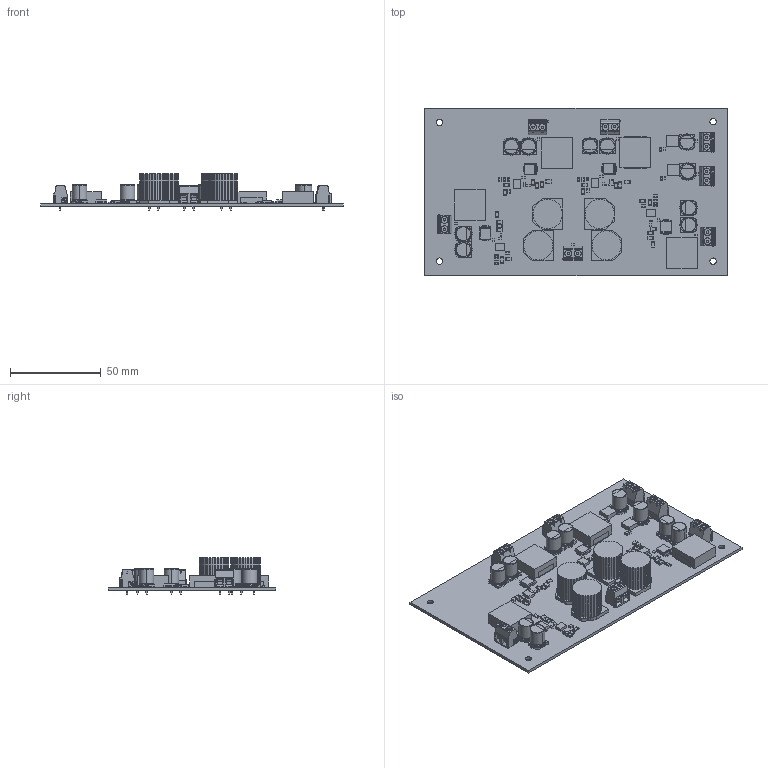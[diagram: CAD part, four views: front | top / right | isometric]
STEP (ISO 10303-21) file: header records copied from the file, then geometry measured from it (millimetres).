
FILE_DESCRIPTION(('Open CASCADE Model'),'2;1');
FILE_NAME('Open CASCADE Shape Model','2018-07-18T20:19:04',('Author'),( 'Open CASCADE'),'Open CASCADE STEP processor 6.5','Open CASCADE 6.5' ,'Unknown');
FILE_SCHEMA(('AUTOMOTIVE_DESIGN { 1 0 10303 214 1 1 1 1 }'));
Length unit declared in the file: millimetre
Products named in the file (184): PCB; Board; C1; 1235517856; Extruded; 1235517472; C2; C3; 1235517728; C4; C5; 1235519136; 1235519264; C6; 1235518496; 1235518624; C7; 1235517984; 1235518368; C8; User_Library-AL_EL_cap_8mmx10mm; User_Library-AL_EL_cap_8mmx10mm_foot_cap_8x8_1; User_Library-AL_EL_cap_8mmx10mm_can_8x8_1; User_Library-AL_EL_cap_8mmx10mm_alelcap_sm8x8_1; C9; C10; C11; C12; C13; C14; 1235518880; C15; C16; C17; C18; C19; C20; C21; C22; C23 ...
Assembly tree (370 placements, depth 4):
  PCB
    Board
    C1
      1235517856
        Extruded
      1235517472
        Extruded
    C2
      1235517856
        Extruded
      1235517472
        Extruded
    C3
      1235517856
        Extruded
      1235517728
        Extruded
    C4
      1235517856
        Extruded
      1235517728
        Extruded
    C5
      1235519136  x2
        Extruded
      1235519264
        Extruded
    C6
      1235518496
        Extruded
      1235518624  x2
        Extruded
    C7
      1235517984  x2
        Extruded
      1235518368
        Extruded
    C8
      User_Library-AL_EL_cap_8mmx10mm
        User_Library-AL_EL_cap_8mmx10mm_foot_cap_8x8_1  x2
        User_Library-AL_EL_cap_8mmx10mm_can_8x8_1
        User_Library-AL_EL_cap_8mmx10mm_alelcap_sm8x8_1
    C9
      1235517984  x2
        Extruded
      1235518368
        Extruded
    C10
      1235518496
        Extruded
      1235518624  x2
        Extruded
    C11
      1235517984  x2
        Extruded
      1235518368
        Extruded
    C12
      User_Library-AL_EL_cap_8mmx10mm
        User_Library-AL_EL_cap_8mmx10mm_foot_cap_8x8_1  x2
Bounding box: 166 x 92 x 19.99 mm (x, y, z)
Volume: 59215.5 mm3; surface area: 56497.5 mm2
Topology: 259 solids, 259 shells, 4379 faces, 10469 edges, 6674 vertices
Faces by surface type: plane 3154, cylinder 613, bspline 528, sphere 56, cone 28
Full cylindrical faces by diameter (mm): 1.27 x14, 3.5 x4
Entity records: 60499 total; most frequent: CARTESIAN_POINT 17068, DIRECTION 6563, LINE 3825, VECTOR 3825, ORIENTED_EDGE 3700, PCURVE 3700, DEFINITIONAL_REPRESENTATION 3700, EDGE_CURVE 1850
